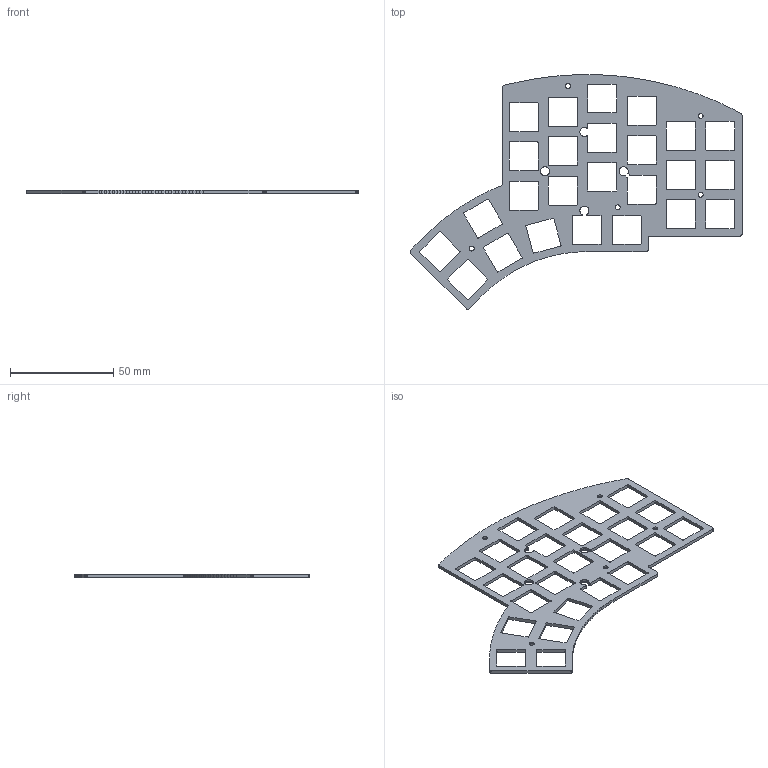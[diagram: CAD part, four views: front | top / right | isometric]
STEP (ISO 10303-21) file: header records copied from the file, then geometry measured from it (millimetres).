
FILE_DESCRIPTION(('KiCad electronic assembly'),'2;1');
FILE_NAME('kicad.step','2023-04-19T22:27:21',('Pcbnew'),('Kicad'), 'Open CASCADE STEP processor 7.6','KiCad to STEP converter','Unknown' );
FILE_SCHEMA(('AUTOMOTIVE_DESIGN { 1 0 10303 214 1 1 1 1 }'));
Length unit declared in the file: millimetre
Products named in the file (2): kicad 1; PCB
Assembly tree (1 placements, depth 2):
  kicad 1
    PCB
Bounding box: 160.8 x 113.68 x 1.6 mm (x, y, z)
Volume: 9354.4 mm3; surface area: 14791.7 mm2
Topology: 1 solids, 1 shells, 1033 faces, 3093 edges, 2062 vertices
Faces by surface type: plane 1033
Entity records: 74427 total; most frequent: CARTESIAN_POINT 12376, DIRECTION 11349, LINE 9279, VECTOR 9279, ORIENTED_EDGE 6186, PCURVE 6186, DEFINITIONAL_REPRESENTATION 6186, EDGE_CURVE 3093
